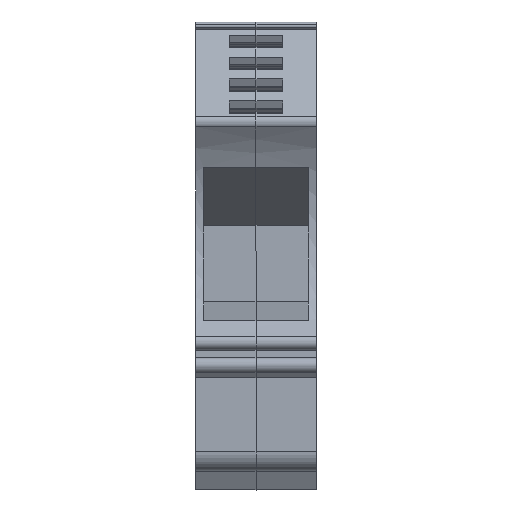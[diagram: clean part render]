
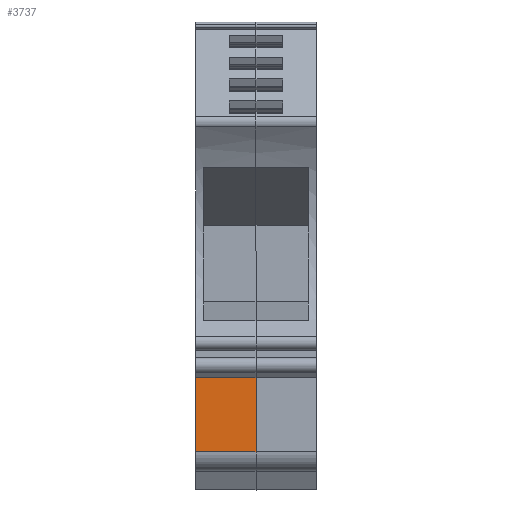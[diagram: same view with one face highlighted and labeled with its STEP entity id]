
A CAD part, front view. The second image highlights one B-rep face of the part: STEP entity #3737.
In plain terms, the highlighted planar face has unit normal (0, -1, 0).
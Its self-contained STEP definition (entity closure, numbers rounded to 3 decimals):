
#3724=AXIS2_PLACEMENT_3D('Plane Axis2P3D',#3721,#3722,#3723) ;
#628=CARTESIAN_POINT('Vertex',(6.,4.,11.15)) ;
#631=CARTESIAN_POINT('Line Origine',(6.,4.,7.473)) ;
#635=CARTESIAN_POINT('Vertex',(6.,4.,3.796)) ;
#1821=CARTESIAN_POINT('Vertex',(0.,4.,3.796)) ;
#1824=CARTESIAN_POINT('Line Origine',(0.,4.,7.473)) ;
#1828=CARTESIAN_POINT('Vertex',(0.,4.,11.15)) ;
#3709=CARTESIAN_POINT('Line Origine',(3.,4.,11.15)) ;
#3721=CARTESIAN_POINT('Axis2P3D Location',(6.,4.,3.796)) ;
#3726=CARTESIAN_POINT('Line Origine',(3.,4.,3.796)) ;
#632=DIRECTION('Vector Direction',(0.,0.,1.)) ;
#1825=DIRECTION('Vector Direction',(0.,0.,1.)) ;
#3710=DIRECTION('Vector Direction',(1.,0.,0.)) ;
#3722=DIRECTION('Axis2P3D Direction',(0.,1.,0.)) ;
#3723=DIRECTION('Axis2P3D XDirection',(0.,0.,1.)) ;
#3727=DIRECTION('Vector Direction',(-1.,0.,0.)) ;
#633=VECTOR('Line Direction',#632,1.) ;
#1826=VECTOR('Line Direction',#1825,1.) ;
#3711=VECTOR('Line Direction',#3710,1.) ;
#3728=VECTOR('Line Direction',#3727,1.) ;
#3732=ORIENTED_EDGE('',*,*,#3713,.F.) ;
#3733=ORIENTED_EDGE('',*,*,#1830,.F.) ;
#3734=ORIENTED_EDGE('',*,*,#3730,.T.) ;
#3735=ORIENTED_EDGE('',*,*,#637,.T.) ;
#3737=ADVANCED_FACE('GN',(#3736),#3725,.F.) ;
#637=EDGE_CURVE('',#636,#629,#634,.T.) ;
#1830=EDGE_CURVE('',#1822,#1829,#1827,.T.) ;
#3713=EDGE_CURVE('',#1829,#629,#3712,.T.) ;
#3730=EDGE_CURVE('',#1822,#636,#3729,.F.) ;
#3731=EDGE_LOOP('',(#3732,#3733,#3734,#3735)) ;
#3736=FACE_OUTER_BOUND('',#3731,.T.) ;
#634=LINE('Line',#631,#633) ;
#1827=LINE('Line',#1824,#1826) ;
#3712=LINE('Line',#3709,#3711) ;
#3729=LINE('Line',#3726,#3728) ;
#3725=PLANE('',#3724) ;
#629=VERTEX_POINT('',#628) ;
#636=VERTEX_POINT('',#635) ;
#1822=VERTEX_POINT('',#1821) ;
#1829=VERTEX_POINT('',#1828) ;
